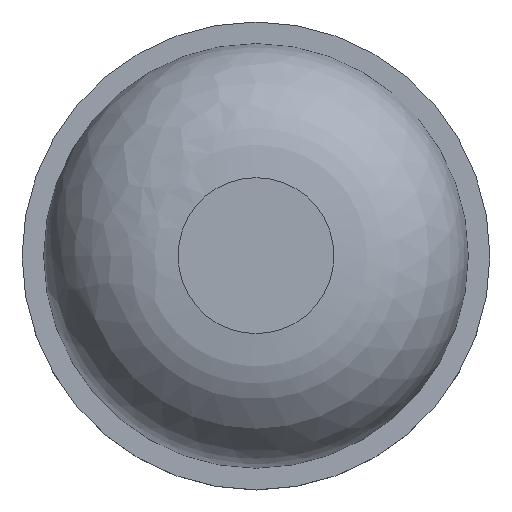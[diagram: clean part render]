
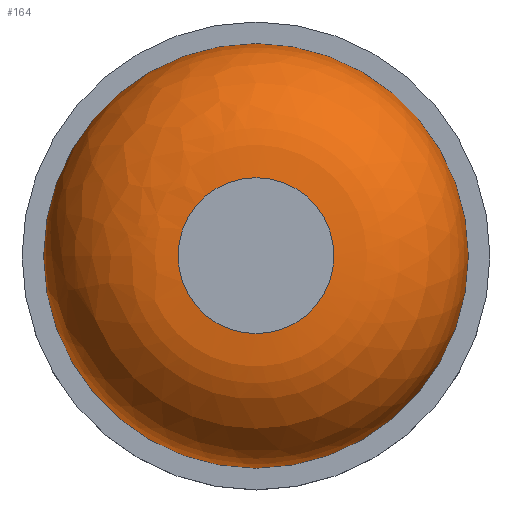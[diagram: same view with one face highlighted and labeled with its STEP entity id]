
A CAD part, top view. The second image highlights one B-rep face of the part: STEP entity #164.
In plain terms, the highlighted free-form (B-spline) face has degree [2, 2] with [3, 9] control points.
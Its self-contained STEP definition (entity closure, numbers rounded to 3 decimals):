
#17=(
BOUNDED_SURFACE()
B_SPLINE_SURFACE(2,2,((#276,#277,#278,#279,#280,#281,#282,#283,#284),(#285,
#286,#287,#288,#289,#290,#291,#292,#293),(#294,#295,#296,#297,#298,#299,
#300,#301,#302)),.UNSPECIFIED.,.F.,.T.,.F.)
B_SPLINE_SURFACE_WITH_KNOTS((3,3),(3,2,2,2,3),(0.,1.571),(-3.142,
-1.571,0.,1.571,3.142),.UNSPECIFIED.)
GEOMETRIC_REPRESENTATION_ITEM()
RATIONAL_B_SPLINE_SURFACE(((1.,0.707,1.,0.707,1.,
0.707,1.,0.707,1.),(0.707,0.5,0.707,
0.5,0.707,0.5,0.707,0.5,0.707),(1.,
0.707,1.,0.707,1.,0.707,1.,0.707,
1.)))
REPRESENTATION_ITEM('')
SURFACE()
);
#21=CIRCLE('',#190,9.);
#22=CIRCLE('',#191,15.5);
#23=CIRCLE('',#192,24.5);
#31=FACE_OUTER_BOUND('',#43,.T.);
#43=EDGE_LOOP('',(#132,#133,#134,#135));
#87=VERTEX_POINT('',#303);
#88=VERTEX_POINT('',#305);
#104=EDGE_CURVE('',#87,#87,#21,.T.);
#105=EDGE_CURVE('',#87,#88,#22,.T.);
#106=EDGE_CURVE('',#88,#88,#23,.T.);
#132=ORIENTED_EDGE('',*,*,#104,.T.);
#133=ORIENTED_EDGE('',*,*,#105,.T.);
#134=ORIENTED_EDGE('',*,*,#106,.T.);
#135=ORIENTED_EDGE('',*,*,#105,.F.);
#164=ADVANCED_FACE('',(#31),#17,.F.);
#190=AXIS2_PLACEMENT_3D('',#304,#226,#227);
#191=AXIS2_PLACEMENT_3D('',#306,#228,#229);
#192=AXIS2_PLACEMENT_3D('',#307,#230,#231);
#226=DIRECTION('center_axis',(0.,0.,-1.));
#227=DIRECTION('ref_axis',(1.,0.,0.));
#228=DIRECTION('center_axis',(0.,-1.,0.));
#229=DIRECTION('ref_axis',(-1.,0.,0.));
#230=DIRECTION('center_axis',(0.,0.,1.));
#231=DIRECTION('ref_axis',(1.,0.,0.));
#276=CARTESIAN_POINT('Ctrl Pts',(-24.5,0.,8.5));
#277=CARTESIAN_POINT('Ctrl Pts',(-24.5,-24.5,8.5));
#278=CARTESIAN_POINT('Ctrl Pts',(0.,-24.5,8.5));
#279=CARTESIAN_POINT('Ctrl Pts',(24.5,-24.5,8.5));
#280=CARTESIAN_POINT('Ctrl Pts',(24.5,0.,8.5));
#281=CARTESIAN_POINT('Ctrl Pts',(24.5,24.5,8.5));
#282=CARTESIAN_POINT('Ctrl Pts',(0.,24.5,8.5));
#283=CARTESIAN_POINT('Ctrl Pts',(-24.5,24.5,8.5));
#284=CARTESIAN_POINT('Ctrl Pts',(-24.5,0.,8.5));
#285=CARTESIAN_POINT('Ctrl Pts',(-24.5,0.,24.));
#286=CARTESIAN_POINT('Ctrl Pts',(-24.5,-24.5,24.));
#287=CARTESIAN_POINT('Ctrl Pts',(0.,-24.5,24.));
#288=CARTESIAN_POINT('Ctrl Pts',(24.5,-24.5,24.));
#289=CARTESIAN_POINT('Ctrl Pts',(24.5,0.,24.));
#290=CARTESIAN_POINT('Ctrl Pts',(24.5,24.5,24.));
#291=CARTESIAN_POINT('Ctrl Pts',(0.,24.5,24.));
#292=CARTESIAN_POINT('Ctrl Pts',(-24.5,24.5,24.));
#293=CARTESIAN_POINT('Ctrl Pts',(-24.5,0.,24.));
#294=CARTESIAN_POINT('Ctrl Pts',(-9.,0.,24.));
#295=CARTESIAN_POINT('Ctrl Pts',(-9.,-9.,24.));
#296=CARTESIAN_POINT('Ctrl Pts',(0.,-9.,24.));
#297=CARTESIAN_POINT('Ctrl Pts',(9.,-9.,24.));
#298=CARTESIAN_POINT('Ctrl Pts',(9.,0.,24.));
#299=CARTESIAN_POINT('Ctrl Pts',(9.,9.,24.));
#300=CARTESIAN_POINT('Ctrl Pts',(0.,9.,24.));
#301=CARTESIAN_POINT('Ctrl Pts',(-9.,9.,24.));
#302=CARTESIAN_POINT('Ctrl Pts',(-9.,0.,24.));
#303=CARTESIAN_POINT('',(-9.,0.,24.));
#304=CARTESIAN_POINT('Origin',(0.,0.,24.));
#305=CARTESIAN_POINT('',(-24.5,0.,8.5));
#306=CARTESIAN_POINT('Origin',(-9.,0.,8.5));
#307=CARTESIAN_POINT('Origin',(0.,0.,8.5));
